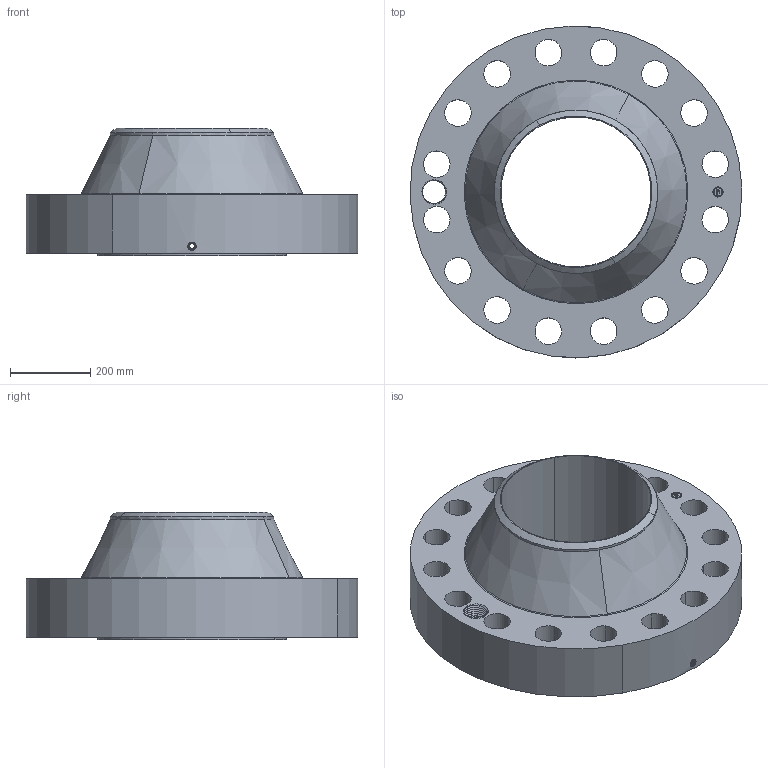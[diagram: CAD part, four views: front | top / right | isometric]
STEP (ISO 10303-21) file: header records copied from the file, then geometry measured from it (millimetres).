
FILE_DESCRIPTION(('3D STEP'),'2;1');
FILE_NAME('16-1500-RF-WELD-NECK-60-ORIF-FLANGE.stp','2013-11-03T22:03:24+00:00',('Texas Flange'),(''),'CATIA Version 5 Release 20 SP 6 (IN-10)','CATIA V5 STEP AP214','800-826-3801');
FILE_SCHEMA(('AUTOMOTIVE_DESIGN { 1 0 10303 214 1 1 1 1 }'));
Length unit declared in the file: inch
Products named in the file (1): 16-1500-RF-WELD-NECK-60-ORIF-FLANGE
Bounding box: 825.27 x 825.5 x 317.5 mm (x, y, z)
Volume: 65107465.6 mm3; surface area: 2191054.5 mm2
Topology: 1 solids, 1 shells, 833 faces, 2263 edges, 1451 vertices
Faces by surface type: plane 369, bspline 284, cylinder 126, cone 48, revolution 4, torus 2
Entity records: 36026 total; most frequent: CARTESIAN_POINT 15660, ORIENTED_EDGE 4526, EDGE_CURVE 2263, DIRECTION 2145, VERTEX_POINT 1451, VECTOR 1213, LINE 1213, B_SPLINE_CURVE_WITH_KNOTS 908
